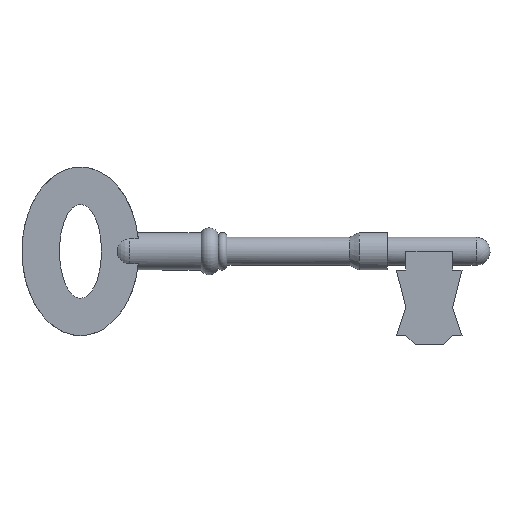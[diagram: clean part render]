
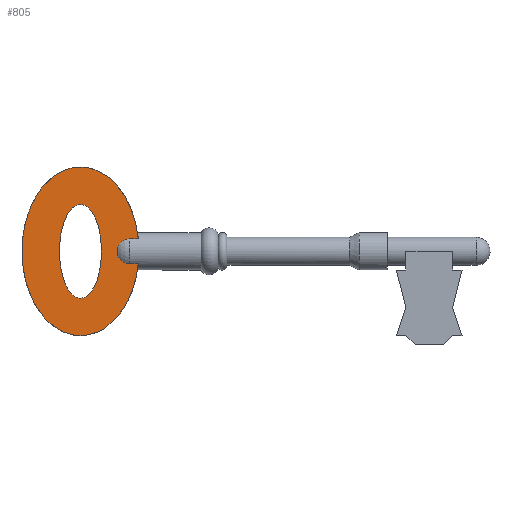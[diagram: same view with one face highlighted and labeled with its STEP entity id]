
A CAD part, top view. The second image highlights one B-rep face of the part: STEP entity #805.
In plain terms, the highlighted planar face has unit normal (0, 0, 1).
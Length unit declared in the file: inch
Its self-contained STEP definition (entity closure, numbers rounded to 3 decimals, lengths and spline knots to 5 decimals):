
#561=EDGE_CURVE('',#562,#564,#566,.F.);
#562=VERTEX_POINT('',#563);
#563=CARTESIAN_POINT('',(1.15,-0.13229,0.15));
#564=VERTEX_POINT('',#565);
#565=CARTESIAN_POINT('',(1.15,0.13229,0.15));
#566=CIRCLE('',#567,0.13229);
#567=AXIS2_PLACEMENT_3D('',#568,#569,#570);
#568=CARTESIAN_POINT('',(1.15,0.,0.15));
#569=DIRECTION('',(0.,0.,1.));
#570=DIRECTION('',(1.,0.,0.));
#605=VERTEX_POINT('',#606);
#606=CARTESIAN_POINT('',(1.24321,0.13229,0.15));
#613=EDGE_CURVE('',#564,#605,#614,.T.);
#614=LINE('',#617,#615);
#615=VECTOR('',#616,1.);
#616=DIRECTION('',(1.,0.,0.));
#617=CARTESIAN_POINT('',(1.15,0.13229,0.15));
#620=EDGE_CURVE('',#621,#562,#623,.F.);
#621=VERTEX_POINT('',#622);
#622=CARTESIAN_POINT('',(1.24321,-0.13229,0.15));
#623=LINE('',#626,#624);
#624=VECTOR('',#625,1.);
#625=DIRECTION('',(1.,0.,0.));
#626=CARTESIAN_POINT('',(1.15,-0.13229,0.15));
#775=EDGE_CURVE('',#621,#605,#776,.F.);
#776=ELLIPSE('',#777,0.9,0.625);
#777=AXIS2_PLACEMENT_3D('',#778,#779,#780);
#778=CARTESIAN_POINT('',(0.625,0.,0.15));
#779=DIRECTION('',(0.,0.,1.));
#780=DIRECTION('',(0.,1.,0.));
#805=ADVANCED_FACE('',(#811,#822),#806,.T.);
#806=PLANE('',#807);
#807=AXIS2_PLACEMENT_3D('',#808,#809,#810);
#808=CARTESIAN_POINT('',(2.5,0.,0.15));
#809=DIRECTION('',(0.,0.,1.));
#810=DIRECTION('',(1.,0.,0.));
#811=FACE_BOUND('',#812,.T.);
#812=EDGE_LOOP('',(#813));
#813=ORIENTED_EDGE('',*,*,#814,.F.);
#814=EDGE_CURVE('',#815,#815,#817,.F.);
#815=VERTEX_POINT('',#816);
#816=CARTESIAN_POINT('',(0.625,0.5,0.15));
#817=ELLIPSE('',#818,0.5,0.225);
#818=AXIS2_PLACEMENT_3D('',#819,#820,#821);
#819=CARTESIAN_POINT('',(0.625,0.,0.15));
#820=DIRECTION('',(0.,0.,-1.));
#821=DIRECTION('',(0.,1.,0.));
#822=FACE_BOUND('',#823,.T.);
#823=EDGE_LOOP('',(#824,#825,#826,#827));
#824=ORIENTED_EDGE('',*,*,#775,.F.);
#825=ORIENTED_EDGE('',*,*,#620,.T.);
#826=ORIENTED_EDGE('',*,*,#561,.T.);
#827=ORIENTED_EDGE('',*,*,#613,.T.);
